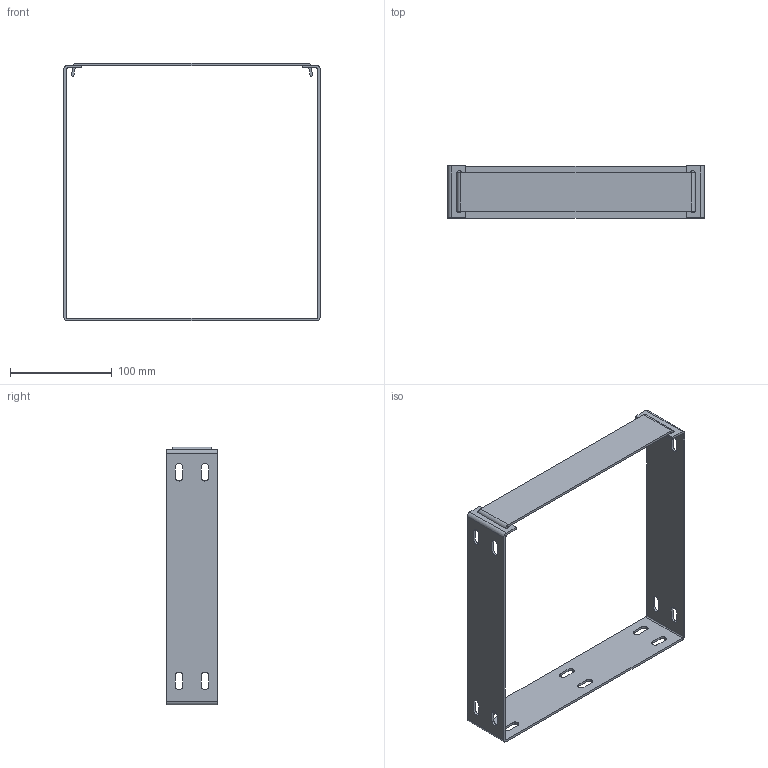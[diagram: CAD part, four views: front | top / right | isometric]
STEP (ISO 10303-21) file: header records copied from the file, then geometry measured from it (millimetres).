
FILE_DESCRIPTION (( 'STEP AP203' ), '1' );
FILE_NAME ('CWJO10.step', '2024-04-25T14:59:14', ( '' ), ( '' ), 'SwSTEP 2.0', 'SolidWorks 2023', '' );
FILE_SCHEMA (( 'CONFIG_CONTROL_DESIGN' ));
Length unit declared in the file: inch
Products named in the file (1): CWJO10
Bounding box: 251.61 x 50.8 x 253.24 mm (x, y, z)
Volume: 113378.5 mm3; surface area: 101239.3 mm2
Topology: 2 solids, 2 shells, 114 faces, 330 edges, 220 vertices
Faces by surface type: cylinder 58, plane 56
Entity records: 3931 total; most frequent: DIRECTION 676, CARTESIAN_POINT 665, ORIENTED_EDGE 660, EDGE_CURVE 330, AXIS2_PLACEMENT_3D 231, VERTEX_POINT 220, LINE 214, VECTOR 214
